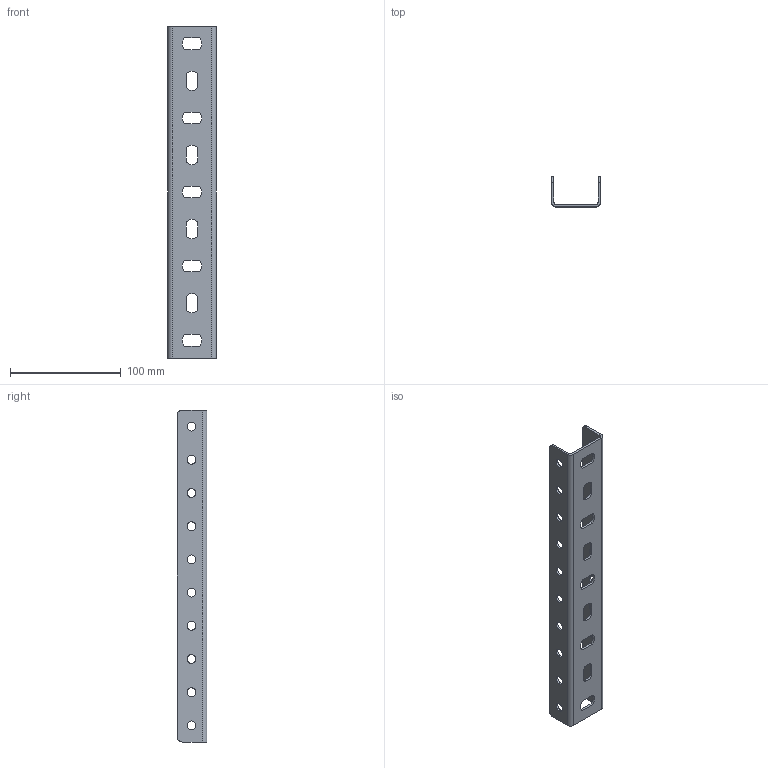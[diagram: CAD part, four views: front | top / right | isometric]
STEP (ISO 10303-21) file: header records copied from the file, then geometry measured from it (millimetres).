
FILE_DESCRIPTION (( 'STEP AP203' ), '1' );
FILE_NAME ('Ñîåäèíèòåëü ïîôèëÿ_34122.STEP', '2012-11-27T13:19:21', ( 'Àñååâ' ), ( '' ), 'SwSTEP 2.0', 'SolidWorks 2012', '' );
FILE_SCHEMA (( 'CONFIG_CONTROL_DESIGN' ));
Length unit declared in the file: millimetre
Products named in the file (1): Ñîåäèíèòåëü ïîôèëÿ_34122
Bounding box: 44 x 27 x 300 mm (x, y, z)
Volume: 49757 mm3; surface area: 53201.6 mm2
Topology: 1 solids, 1 shells, 74 faces, 226 edges, 154 vertices
Faces by surface type: cylinder 46, plane 28
Full cylindrical faces by diameter (mm): 8 x20
Entity records: 2585 total; most frequent: DIRECTION 438, CARTESIAN_POINT 415, ORIENTED_EDGE 392, EDGE_CURVE 196, AXIS2_PLACEMENT_3D 167, EDGE_LOOP 152, VERTEX_POINT 144, LINE 104
